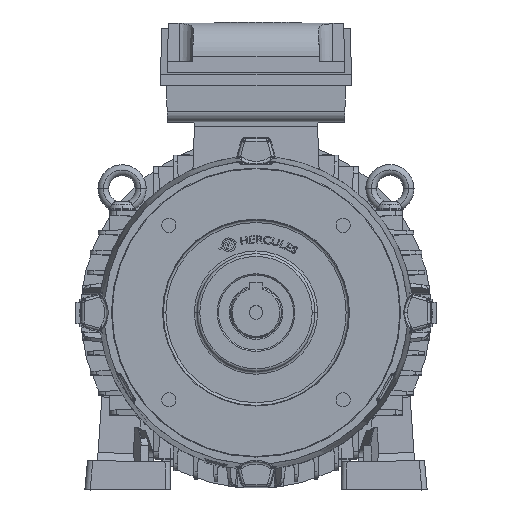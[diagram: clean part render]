
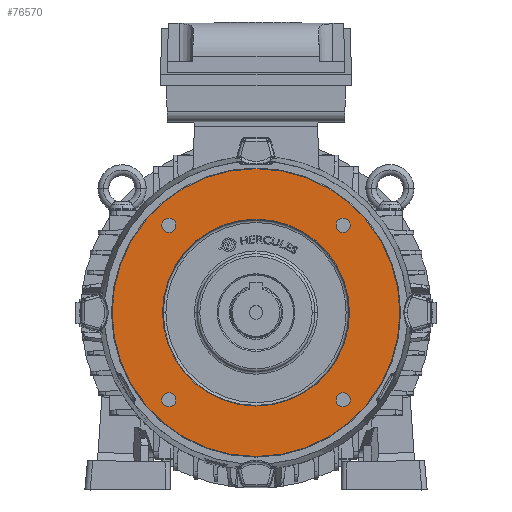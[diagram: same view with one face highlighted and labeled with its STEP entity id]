
A CAD part, top view. The second image highlights one B-rep face of the part: STEP entity #76570.
In plain terms, the highlighted planar face has unit normal (0, 0, 1).
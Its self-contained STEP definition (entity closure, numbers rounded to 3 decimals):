
#601 = EDGE_CURVE ( 'NONE', #48863, #42365, #64705, .T. ) ;
#769 = AXIS2_PLACEMENT_3D ( 'NONE', #17478, #16663, #17084 ) ;
#920 = DIRECTION ( 'NONE',  ( 0., 0., -1. ) ) ;
#3207 = FACE_BOUND ( 'NONE', #31005, .T. ) ;
#3360 = CIRCLE ( 'NONE', #72145, 107.45 ) ;
#3769 = ORIENTED_EDGE ( 'NONE', *, *, #61153, .T. ) ;
#4955 = EDGE_CURVE ( 'NONE', #42365, #48863, #35401, .T. ) ;
#5082 = VERTEX_POINT ( 'NONE', #76127 ) ;
#5618 = CARTESIAN_POINT ( 'NONE',  ( -65.125, 65.125, 62.5 ) ) ;
#5890 = ORIENTED_EDGE ( 'NONE', *, *, #76341, .T. ) ;
#7671 = FACE_BOUND ( 'NONE', #19362, .T. ) ;
#7775 = DIRECTION ( 'NONE',  ( 0., 0., -1. ) ) ;
#8564 = CIRCLE ( 'NONE', #53990, 5.358 ) ;
#9078 = DIRECTION ( 'NONE',  ( -1., 0., 0. ) ) ;
#9940 = CARTESIAN_POINT ( 'NONE',  ( -65.125, -65.125, 62.5 ) ) ;
#11147 = CIRCLE ( 'NONE', #769, 107.45 ) ;
#11293 = ORIENTED_EDGE ( 'NONE', *, *, #30510, .T. ) ;
#14234 = CIRCLE ( 'NONE', #50642, 69.781 ) ;
#14653 = CIRCLE ( 'NONE', #26352, 69.781 ) ;
#15124 = CARTESIAN_POINT ( 'NONE',  ( -70.483, -65.125, 62.5 ) ) ;
#16044 = VERTEX_POINT ( 'NONE', #37920 ) ;
#16663 = DIRECTION ( 'NONE',  ( 0., 0., 1. ) ) ;
#17084 = DIRECTION ( 'NONE',  ( -1., 0., 0. ) ) ;
#17359 = EDGE_LOOP ( 'NONE', ( #69375, #58220 ) ) ;
#17478 = CARTESIAN_POINT ( 'NONE',  ( 0., 0., 62.5 ) ) ;
#17534 = CARTESIAN_POINT ( 'NONE',  ( -65.125, -65.125, 62.5 ) ) ;
#18592 = AXIS2_PLACEMENT_3D ( 'NONE', #74869, #920, #25279 ) ;
#19362 = EDGE_LOOP ( 'NONE', ( #26778, #29777 ) ) ;
#20794 = AXIS2_PLACEMENT_3D ( 'NONE', #5618, #55183, #62089 ) ;
#20848 = CARTESIAN_POINT ( 'NONE',  ( 69.781, 0., 62.5 ) ) ;
#22842 = DIRECTION ( 'NONE',  ( -1., 0., 0. ) ) ;
#24079 = AXIS2_PLACEMENT_3D ( 'NONE', #29325, #35036, #22842 ) ;
#24761 = CIRCLE ( 'NONE', #70190, 5.358 ) ;
#25279 = DIRECTION ( 'NONE',  ( -1., 0., 0. ) ) ;
#26352 = AXIS2_PLACEMENT_3D ( 'NONE', #69567, #7775, #50487 ) ;
#26361 = FACE_BOUND ( 'NONE', #17359, .T. ) ;
#26778 = ORIENTED_EDGE ( 'NONE', *, *, #4955, .T. ) ;
#27135 = CARTESIAN_POINT ( 'NONE',  ( -59.766, 65.125, 62.5 ) ) ;
#27944 = DIRECTION ( 'NONE',  ( 0., 0., -1. ) ) ;
#28439 = ORIENTED_EDGE ( 'NONE', *, *, #54951, .T. ) ;
#28538 = DIRECTION ( 'NONE',  ( 0., 0., -1. ) ) ;
#29231 = EDGE_LOOP ( 'NONE', ( #5890, #3769 ) ) ;
#29325 = CARTESIAN_POINT ( 'NONE',  ( 65.125, 65.125, 62.5 ) ) ;
#29637 = AXIS2_PLACEMENT_3D ( 'NONE', #17534, #61832, #79305 ) ;
#29777 = ORIENTED_EDGE ( 'NONE', *, *, #601, .T. ) ;
#30445 = EDGE_LOOP ( 'NONE', ( #11293, #64525 ) ) ;
#30510 = EDGE_CURVE ( 'NONE', #54716, #56033, #14234, .T. ) ;
#31005 = EDGE_LOOP ( 'NONE', ( #28439, #48655 ) ) ;
#31348 = EDGE_CURVE ( 'NONE', #49576, #60995, #55840, .T. ) ;
#32437 = EDGE_LOOP ( 'NONE', ( #58476, #51661 ) ) ;
#33250 = CARTESIAN_POINT ( 'NONE',  ( 0., 0., 62.5 ) ) ;
#33641 = DIRECTION ( 'NONE',  ( 0., 0., 1. ) ) ;
#35036 = DIRECTION ( 'NONE',  ( 0., 0., -1. ) ) ;
#35401 = CIRCLE ( 'NONE', #49698, 5.358 ) ;
#37458 = DIRECTION ( 'NONE',  ( -1., 0., 0. ) ) ;
#37628 = VERTEX_POINT ( 'NONE', #42220 ) ;
#37920 = CARTESIAN_POINT ( 'NONE',  ( 70.483, 65.125, 62.5 ) ) ;
#37956 = EDGE_CURVE ( 'NONE', #41350, #5082, #72117, .T. ) ;
#38948 = CARTESIAN_POINT ( 'NONE',  ( 0., 107.95, 62.5 ) ) ;
#39360 = FACE_BOUND ( 'NONE', #32437, .T. ) ;
#40589 = CARTESIAN_POINT ( 'NONE',  ( 0., 0., 62.5 ) ) ;
#41195 = DIRECTION ( 'NONE',  ( -1., 0., 0. ) ) ;
#41350 = VERTEX_POINT ( 'NONE', #74343 ) ;
#42220 = CARTESIAN_POINT ( 'NONE',  ( 107.45, 0., 62.5 ) ) ;
#42365 = VERTEX_POINT ( 'NONE', #15124 ) ;
#46279 = FACE_BOUND ( 'NONE', #30445, .T. ) ;
#46467 = CARTESIAN_POINT ( 'NONE',  ( 65.125, 65.125, 62.5 ) ) ;
#47456 = AXIS2_PLACEMENT_3D ( 'NONE', #38948, #27944, #58444 ) ;
#48188 = CARTESIAN_POINT ( 'NONE',  ( 59.766, 65.125, 62.5 ) ) ;
#48478 = DIRECTION ( 'NONE',  ( 0., 0., -1. ) ) ;
#48655 = ORIENTED_EDGE ( 'NONE', *, *, #76869, .T. ) ;
#48755 = VERTEX_POINT ( 'NONE', #66444 ) ;
#48863 = VERTEX_POINT ( 'NONE', #75777 ) ;
#49121 = EDGE_CURVE ( 'NONE', #56033, #54716, #14653, .T. ) ;
#49576 = VERTEX_POINT ( 'NONE', #27135 ) ;
#49698 = AXIS2_PLACEMENT_3D ( 'NONE', #9940, #71279, #41195 ) ;
#50487 = DIRECTION ( 'NONE',  ( -1., 0., 0. ) ) ;
#50642 = AXIS2_PLACEMENT_3D ( 'NONE', #40589, #65401, #63810 ) ;
#51117 = CIRCLE ( 'NONE', #18592, 5.358 ) ;
#51354 = EDGE_CURVE ( 'NONE', #5082, #41350, #51117, .T. ) ;
#51661 = ORIENTED_EDGE ( 'NONE', *, *, #37956, .T. ) ;
#53466 = VERTEX_POINT ( 'NONE', #48188 ) ;
#53761 = DIRECTION ( 'NONE',  ( -1., 0., 0. ) ) ;
#53990 = AXIS2_PLACEMENT_3D ( 'NONE', #46467, #28538, #9078 ) ;
#54716 = VERTEX_POINT ( 'NONE', #20848 ) ;
#54951 = EDGE_CURVE ( 'NONE', #53466, #16044, #59140, .T. ) ;
#55183 = DIRECTION ( 'NONE',  ( 0., 0., -1. ) ) ;
#55840 = CIRCLE ( 'NONE', #20794, 5.358 ) ;
#56033 = VERTEX_POINT ( 'NONE', #77720 ) ;
#58220 = ORIENTED_EDGE ( 'NONE', *, *, #31348, .T. ) ;
#58444 = DIRECTION ( 'NONE',  ( -1., 0., 0. ) ) ;
#58476 = ORIENTED_EDGE ( 'NONE', *, *, #51354, .T. ) ;
#59140 = CIRCLE ( 'NONE', #24079, 5.358 ) ;
#60459 = AXIS2_PLACEMENT_3D ( 'NONE', #77880, #72608, #66508 ) ;
#60995 = VERTEX_POINT ( 'NONE', #79362 ) ;
#61153 = EDGE_CURVE ( 'NONE', #37628, #48755, #3360, .T. ) ;
#61832 = DIRECTION ( 'NONE',  ( 0., 0., -1. ) ) ;
#62089 = DIRECTION ( 'NONE',  ( -1., 0., 0. ) ) ;
#63810 = DIRECTION ( 'NONE',  ( -1., 0., 0. ) ) ;
#64525 = ORIENTED_EDGE ( 'NONE', *, *, #49121, .T. ) ;
#64705 = CIRCLE ( 'NONE', #29637, 5.358 ) ;
#65401 = DIRECTION ( 'NONE',  ( 0., 0., -1. ) ) ;
#66444 = CARTESIAN_POINT ( 'NONE',  ( -107.45, 0., 62.5 ) ) ;
#66508 = DIRECTION ( 'NONE',  ( -1., 0., 0. ) ) ;
#67031 = EDGE_CURVE ( 'NONE', #60995, #49576, #24761, .T. ) ;
#69375 = ORIENTED_EDGE ( 'NONE', *, *, #67031, .T. ) ;
#69567 = CARTESIAN_POINT ( 'NONE',  ( 0., 0., 62.5 ) ) ;
#69845 = FACE_OUTER_BOUND ( 'NONE', #29231, .T. ) ;
#70190 = AXIS2_PLACEMENT_3D ( 'NONE', #79764, #48478, #53761 ) ;
#71279 = DIRECTION ( 'NONE',  ( 0., 0., -1. ) ) ;
#72117 = CIRCLE ( 'NONE', #60459, 5.358 ) ;
#72145 = AXIS2_PLACEMENT_3D ( 'NONE', #33250, #33641, #37458 ) ;
#72608 = DIRECTION ( 'NONE',  ( 0., 0., -1. ) ) ;
#74343 = CARTESIAN_POINT ( 'NONE',  ( 70.483, -65.125, 62.5 ) ) ;
#74869 = CARTESIAN_POINT ( 'NONE',  ( 65.125, -65.125, 62.5 ) ) ;
#75777 = CARTESIAN_POINT ( 'NONE',  ( -59.766, -65.125, 62.5 ) ) ;
#75971 = PLANE ( 'NONE',  #47456 ) ;
#76127 = CARTESIAN_POINT ( 'NONE',  ( 59.766, -65.125, 62.5 ) ) ;
#76341 = EDGE_CURVE ( 'NONE', #48755, #37628, #11147, .T. ) ;
#76570 = ADVANCED_FACE ( 'NONE', ( #69845, #3207, #26361, #7671, #39360, #46279 ), #75971, .F. ) ;
#76869 = EDGE_CURVE ( 'NONE', #16044, #53466, #8564, .T. ) ;
#77720 = CARTESIAN_POINT ( 'NONE',  ( -69.781, 0., 62.5 ) ) ;
#77880 = CARTESIAN_POINT ( 'NONE',  ( 65.125, -65.125, 62.5 ) ) ;
#79305 = DIRECTION ( 'NONE',  ( -1., 0., 0. ) ) ;
#79362 = CARTESIAN_POINT ( 'NONE',  ( -70.483, 65.125, 62.5 ) ) ;
#79764 = CARTESIAN_POINT ( 'NONE',  ( -65.125, 65.125, 62.5 ) ) ;
